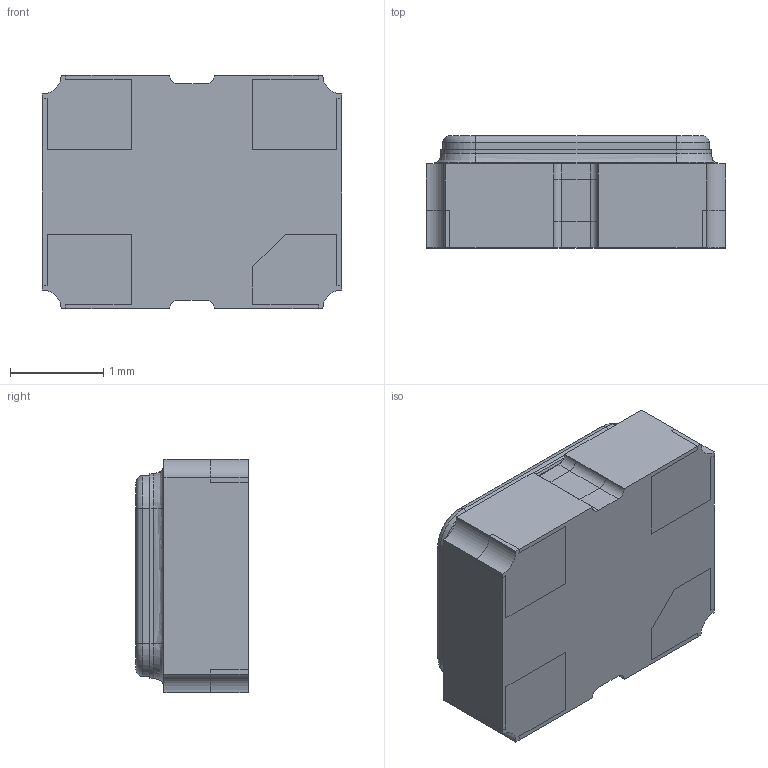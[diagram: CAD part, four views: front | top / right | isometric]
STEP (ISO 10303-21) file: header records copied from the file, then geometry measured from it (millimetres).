
FILE_DESCRIPTION (( 'STEP AP214' ), '1' );
FILE_NAME ('SG-8018CE 35.0900M-TJHSA0.STEP', '2025-05-09T20:13:08', ( '' ), ( '' ), 'SwSTEP 2.0', 'SolidWorks 2021', '' );
FILE_SCHEMA (( 'AUTOMOTIVE_DESIGN' ));
Length unit declared in the file: millimetre
Products named in the file (1): SG-8018CE 35.0900M-TJHSA0
Bounding box: 3.2 x 1.2 x 2.5 mm (x, y, z)
Volume: 8.9 mm3; surface area: 59.1 mm2
Topology: 7 solids, 7 shells, 156 faces, 394 edges, 252 vertices
Faces by surface type: plane 88, cylinder 56, bspline 8, torus 4
Entity records: 4904 total; most frequent: CARTESIAN_POINT 995, ORIENTED_EDGE 788, DIRECTION 768, EDGE_CURVE 394, LINE 270, VECTOR 270, VERTEX_POINT 252, AXIS2_PLACEMENT_3D 249
